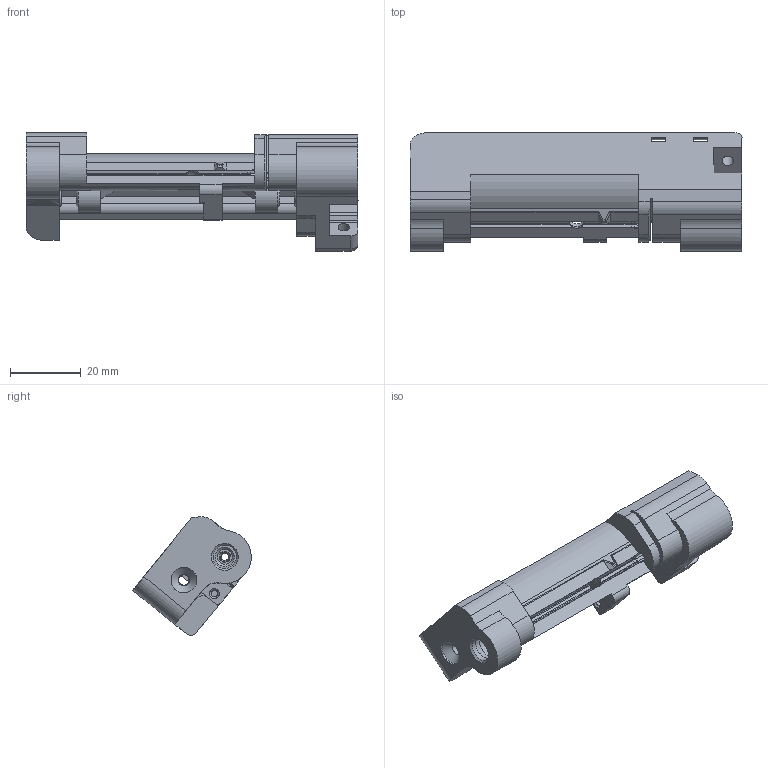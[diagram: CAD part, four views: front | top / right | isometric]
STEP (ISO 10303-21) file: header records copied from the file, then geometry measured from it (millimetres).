
FILE_DESCRIPTION(/* description */ ('CAx-IF Rec.Pracs.---Representation and Presentation of Product Manufacturing Information (PMI)---4.0---2014-10-13','CAx-IF Rec.Pracs.---3D Tessellated Geometry---0.4---2014-09-14','2;1'),/* implementation_level */ '2;1');
FILE_NAME(/* name */ 'filamentCutterDie',/* time_stamp */ '2025-02-11T17:05:45+09:00',/* author */ (''),/* organization */ (''),/* preprocessor_version */ 'ST-DEVELOPER v19.3',/* originating_system */ 'SIEMENS PLM Software NX2212.3001',/* authorisation */ $);
FILE_SCHEMA (('AP242_MANAGED_MODEL_BASED_3D_ENGINEERING_MIM_LF { 1 0 10303 442 3 1 4 }'));
Length unit declared in the file: millimetre
Products named in the file (1): filamentCutterDie
Bounding box: 94.03 x 33.54 x 33.58 mm (x, y, z)
Volume: 24224.2 mm3; surface area: 13506.3 mm2
Topology: 1 solids, 1 shells, 291 faces, 776 edges, 493 vertices
Faces by surface type: plane 119, cylinder 104, cone 36, torus 16, bspline 14, sphere 2
Full cylindrical faces by diameter (mm): 1.8 x1, 2.9 x2, 3.3 x8, 4.2 x2, 4.4 x1, 6.3 x2, 6.6 x2, 7.3 x2, 8.3 x2
Entity records: 9288 total; most frequent: CARTESIAN_POINT 2046, DIRECTION 1532, ORIENTED_EDGE 1454, EDGE_CURVE 727, AXIS2_PLACEMENT_3D 586, VERTEX_POINT 479, LINE 360, VECTOR 360
